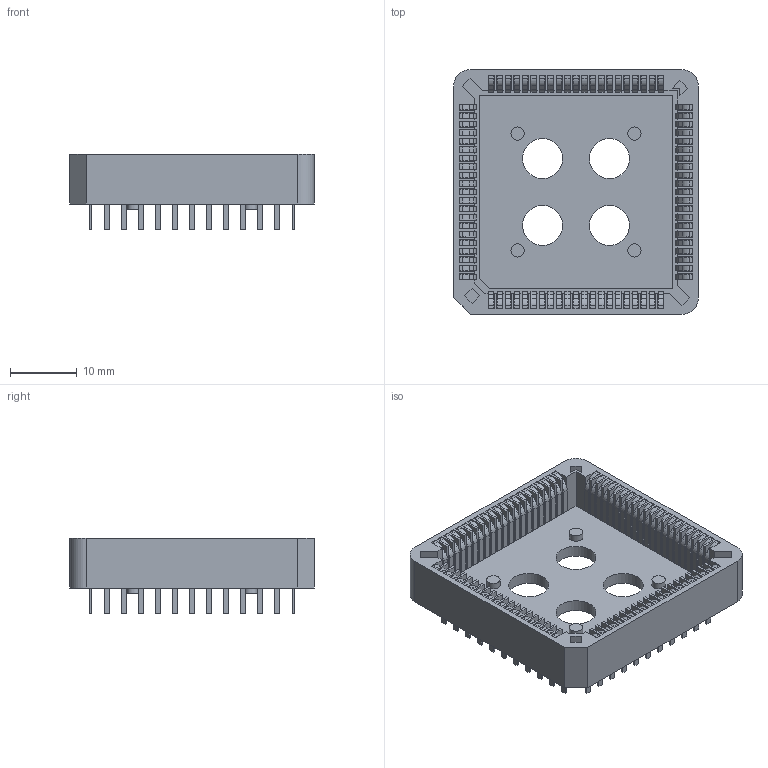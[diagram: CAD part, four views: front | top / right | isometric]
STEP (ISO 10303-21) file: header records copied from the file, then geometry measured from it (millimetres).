
FILE_DESCRIPTION(/* description */ ('Unknown'),/* implementation_level */ '2;1');
FILE_NAME(/* name */ 'PLCC-84-AT',/* time_stamp */ '2024-07-15T15:09:36+02:00',/* author */ ('Unknown'),/* organization */ ('Unknown'),/* preprocessor_version */ 'ST-DEVELOPER v18.102',/* originating_system */ 'Solid Edge',/* authorisation */ 'Unknown');
FILE_SCHEMA (('AUTOMOTIVE_DESIGN {1 0 10303 214 3 1 1}'));
Length unit declared in the file: millimetre
Products named in the file (1): PLCC-84-AT
Bounding box: 36.66 x 36.66 x 11.3 mm (x, y, z)
Volume: 4382.9 mm3; surface area: 10403.2 mm2
Topology: 1 solids, 1 shells, 1571 faces, 4255 edges, 2782 vertices
Faces by surface type: plane 1388, cylinder 183
Full cylindrical faces by diameter (mm): 2 x8, 6 x4
Entity records: 59424 total; most frequent: CARTESIAN_POINT 8589, ORIENTED_EDGE 8478, DIRECTION 7749, EDGE_CURVE 4239, LINE 3873, VECTOR 3873, VERTEX_POINT 2778, AXIS2_PLACEMENT_3D 1938
